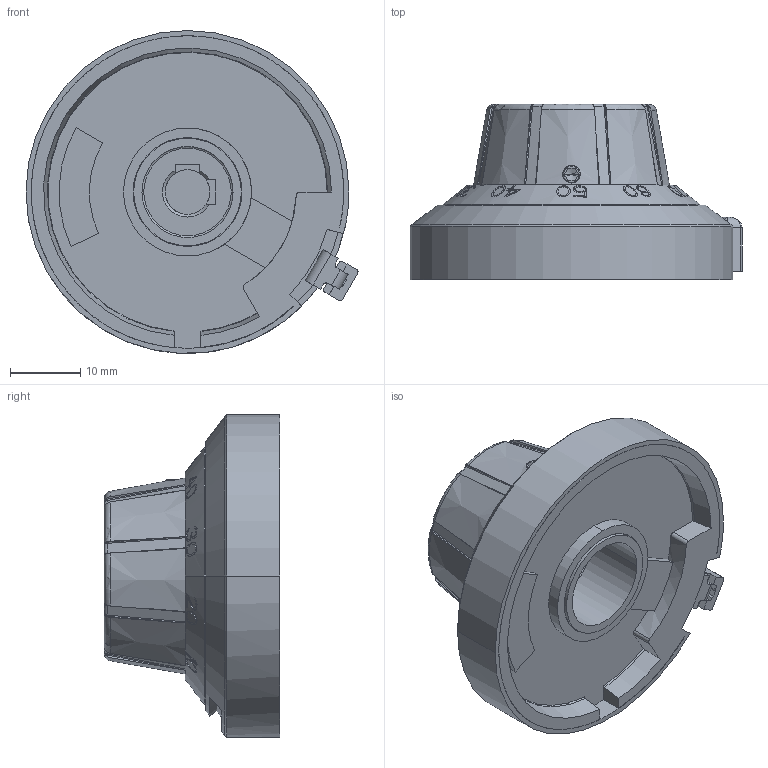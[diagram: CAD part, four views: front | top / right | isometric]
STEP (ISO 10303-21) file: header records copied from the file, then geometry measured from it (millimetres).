
FILE_DESCRIPTION((''),'2;1');
FILE_NAME('4441_ASM','2015-11-12T',('bmozley'),(''),'CREO PARAMETRIC BY PTC INC, 2015290','CREO PARAMETRIC BY PTC INC, 2015290','');
FILE_SCHEMA(('CONFIG_CONTROL_DESIGN'));
Length unit declared in the file: inch
Products named in the file (2): PRT0001; 4441_ASM
Assembly tree (1 placements, depth 2):
  4441_ASM
    PRT0001
Bounding box: 47.26 x 24.98 x 45.97 mm (x, y, z)
Volume: 20323 mm3; surface area: 8427.3 mm2
Topology: 1 solids, 1 shells, 1194 faces, 3349 edges, 2203 vertices
Faces by surface type: plane 999, cylinder 94, cone 51, bspline 30, torus 18, sphere 2
Entity records: 46293 total; most frequent: CARTESIAN_POINT 17581, ORIENTED_EDGE 6686, DIRECTION 4781, EDGE_CURVE 3343, VERTEX_POINT 2203, VECTOR 2053, LINE 2053, AXIS2_PLACEMENT_3D 1364
